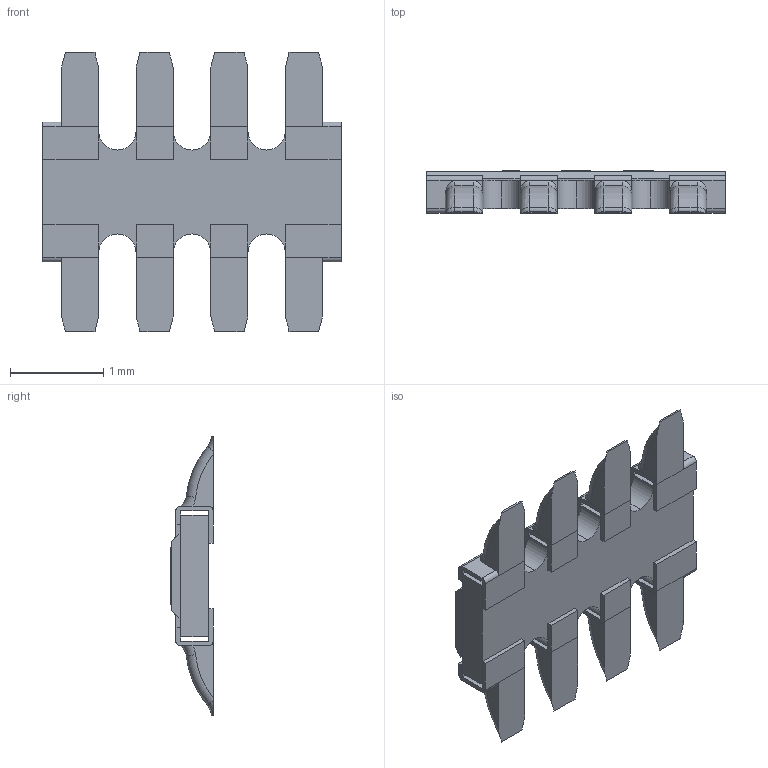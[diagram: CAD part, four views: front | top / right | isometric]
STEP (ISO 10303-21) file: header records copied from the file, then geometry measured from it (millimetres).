
FILE_DESCRIPTION (( 'STEP AP203' ), '1' );
FILE_NAME ('102 RESISTOR PACK_Default_sldprt.STEP', '2024-02-04T16:43:01', ( '' ), ( '' ), 'SwSTEP 2.0', 'SolidWorks 2023', '' );
FILE_SCHEMA (( 'CONFIG_CONTROL_DESIGN' ));
Length unit declared in the file: millimetre
Products named in the file (1): 102 RESISTOR PACK_Default_sldprt
Bounding box: 3.2 x 0.46 x 3 mm (x, y, z)
Volume: 2 mm3; surface area: 33.7 mm2
Topology: 10 solids, 10 shells, 277 faces, 727 edges, 474 vertices
Faces by surface type: plane 161, cylinder 49, torus 48, bspline 19
Entity records: 9900 total; most frequent: CARTESIAN_POINT 3066, ORIENTED_EDGE 1454, DIRECTION 1337, EDGE_CURVE 727, VERTEX_POINT 474, VECTOR 463, LINE 463, AXIS2_PLACEMENT_3D 437
